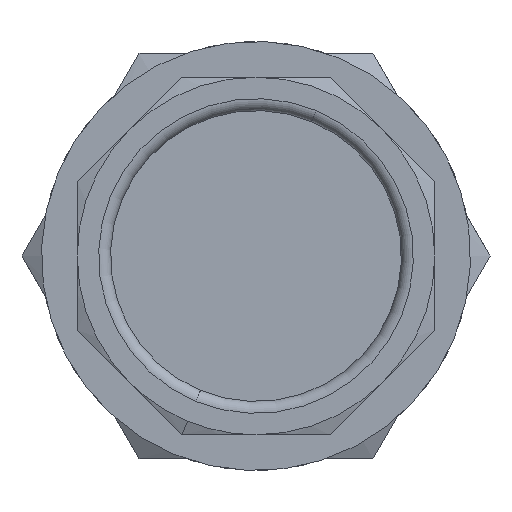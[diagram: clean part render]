
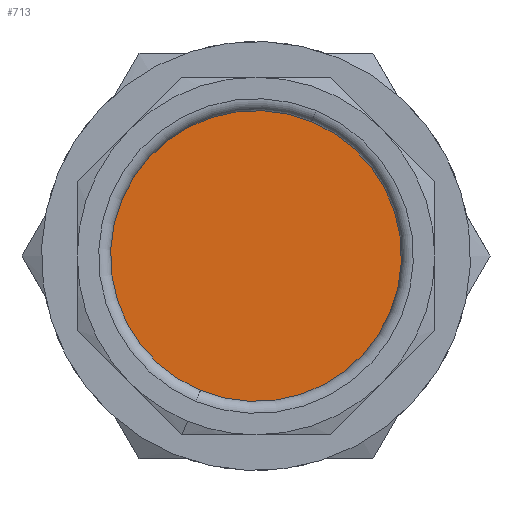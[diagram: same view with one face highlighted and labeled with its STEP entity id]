
A CAD part, front view. The second image highlights one B-rep face of the part: STEP entity #713.
In plain terms, the highlighted planar face has unit normal (0, -1, 0).
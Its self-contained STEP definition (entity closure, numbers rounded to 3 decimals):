
#393 = PLANE ( 'NONE',  #3409 ) ;
#401 = CARTESIAN_POINT ( 'NONE',  ( 0., -2.558, 0. ) ) ;
#402 = DIRECTION ( 'NONE',  ( 0., -1., 0. ) ) ;
#403 = DIRECTION ( 'NONE',  ( 0., 0., -1. ) ) ;
#713 = ADVANCED_FACE ( 'NONE', ( #3568 ), #393, .T. ) ;
#985 = AXIS2_PLACEMENT_3D ( 'NONE', #2809, #2810, #2811 ) ;
#1942 = ORIENTED_EDGE ( 'NONE', *, *, #3647, .T. ) ;
#1943 = ORIENTED_EDGE ( 'NONE', *, *, #3462, .T. ) ;
#2488 = CIRCLE ( 'NONE', #985, 6.1 ) ;
#2563 = CIRCLE ( 'NONE', #2591, 6.1 ) ;
#2591 = AXIS2_PLACEMENT_3D ( 'NONE', #3052, #3053, #3054 ) ;
#2794 = CARTESIAN_POINT ( 'NONE',  ( 2.334, -2.558, 5.636 ) ) ;
#2797 = CARTESIAN_POINT ( 'NONE',  ( -2.334, -2.558, -5.636 ) ) ;
#2809 = CARTESIAN_POINT ( 'NONE',  ( 0., -2.558, 0. ) ) ;
#2810 = DIRECTION ( 'NONE',  ( 0., -1., 0. ) ) ;
#2811 = DIRECTION ( 'NONE',  ( 0., 0., -1. ) ) ;
#3052 = CARTESIAN_POINT ( 'NONE',  ( 0., -2.558, 0. ) ) ;
#3053 = DIRECTION ( 'NONE',  ( 0., -1., 0. ) ) ;
#3054 = DIRECTION ( 'NONE',  ( 0., 0., -1. ) ) ;
#3114 = VERTEX_POINT ( 'NONE', #2794 ) ;
#3117 = VERTEX_POINT ( 'NONE', #2797 ) ;
#3119 = EDGE_LOOP ( 'NONE', ( #1942, #1943 ) ) ;
#3409 = AXIS2_PLACEMENT_3D ( 'NONE', #401, #402, #403 ) ;
#3462 = EDGE_CURVE ( 'NONE', #3117, #3114, #2488, .T. ) ;
#3568 = FACE_OUTER_BOUND ( 'NONE', #3119, .T. ) ;
#3647 = EDGE_CURVE ( 'NONE', #3114, #3117, #2563, .T. ) ;
